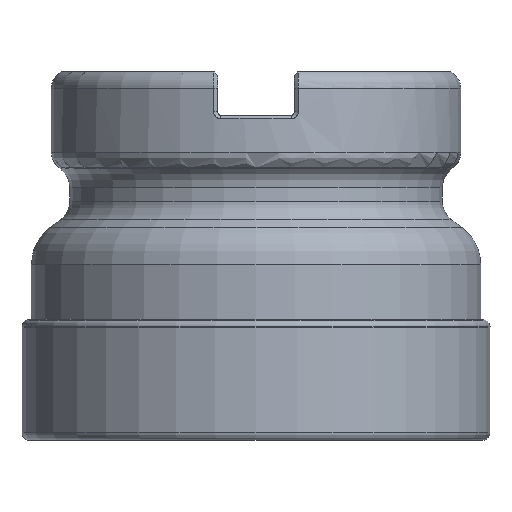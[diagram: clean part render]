
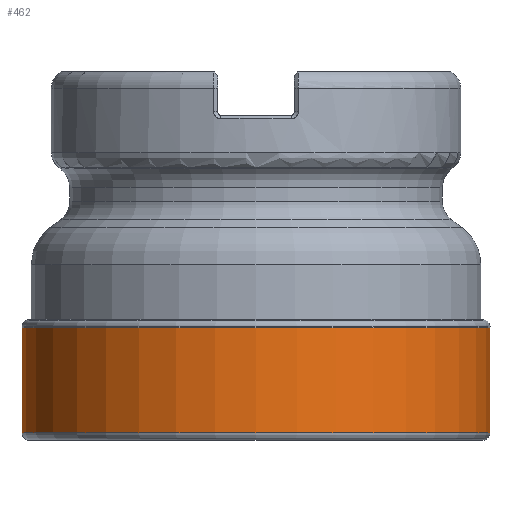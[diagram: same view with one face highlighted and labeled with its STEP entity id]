
A CAD part, front view. The second image highlights one B-rep face of the part: STEP entity #462.
In plain terms, the highlighted face is a revolution surface.
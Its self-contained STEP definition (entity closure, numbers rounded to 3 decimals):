
#130=SURFACE_OF_REVOLUTION('',#1381,#153);
#153=AXIS1_PLACEMENT('',#3044,#1823);
#275=FACE_BOUND('',#649,.T.);
#276=FACE_BOUND('',#650,.T.);
#462=ADVANCED_FACE('',(#275,#276),#130,.F.);
#649=EDGE_LOOP('',(#945));
#650=EDGE_LOOP('',(#946));
#945=ORIENTED_EDGE('',*,*,#1213,.T.);
#946=ORIENTED_EDGE('',*,*,#1212,.F.);
#1062=VERTEX_POINT('',#3028);
#1063=VERTEX_POINT('',#3037);
#1212=EDGE_CURVE('',#1062,#1062,#1282,.T.);
#1213=EDGE_CURVE('',#1063,#1063,#1283,.T.);
#1282=CIRCLE('',#1511,25.399);
#1283=CIRCLE('',#1512,25.4);
#1381=B_SPLINE_CURVE_WITH_KNOTS('',5,(#3038,#3039,#3040,#3041,#3042,#3043),
 .UNSPECIFIED.,.F.,.F.,(6,6),(0.,1.),.UNSPECIFIED.);
#1511=AXIS2_PLACEMENT_3D('',#3027,#1818,#1819);
#1512=AXIS2_PLACEMENT_3D('',#3036,#1821,#1822);
#1818=DIRECTION('',(0.,0.,-1.));
#1819=DIRECTION('',(-1.,0.,0.));
#1821=DIRECTION('',(0.,0.,-1.));
#1822=DIRECTION('',(-1.,0.,0.));
#1823=DIRECTION('',(0.,0.,-1.));
#3027=CARTESIAN_POINT('',(0.,0.,12.223));
#3028=CARTESIAN_POINT('',(-25.399,0.,12.223));
#3036=CARTESIAN_POINT('',(0.,0.,0.811));
#3037=CARTESIAN_POINT('',(-25.4,0.,0.811));
#3038=CARTESIAN_POINT('',(-12.7,-21.997,12.223));
#3039=CARTESIAN_POINT('',(-12.698,-21.993,9.94));
#3040=CARTESIAN_POINT('',(-12.697,-21.991,7.658));
#3041=CARTESIAN_POINT('',(-12.697,-21.991,5.376));
#3042=CARTESIAN_POINT('',(-12.698,-21.993,3.094));
#3043=CARTESIAN_POINT('',(-12.7,-21.997,0.811));
#3044=CARTESIAN_POINT('',(0.,0.,0.));
